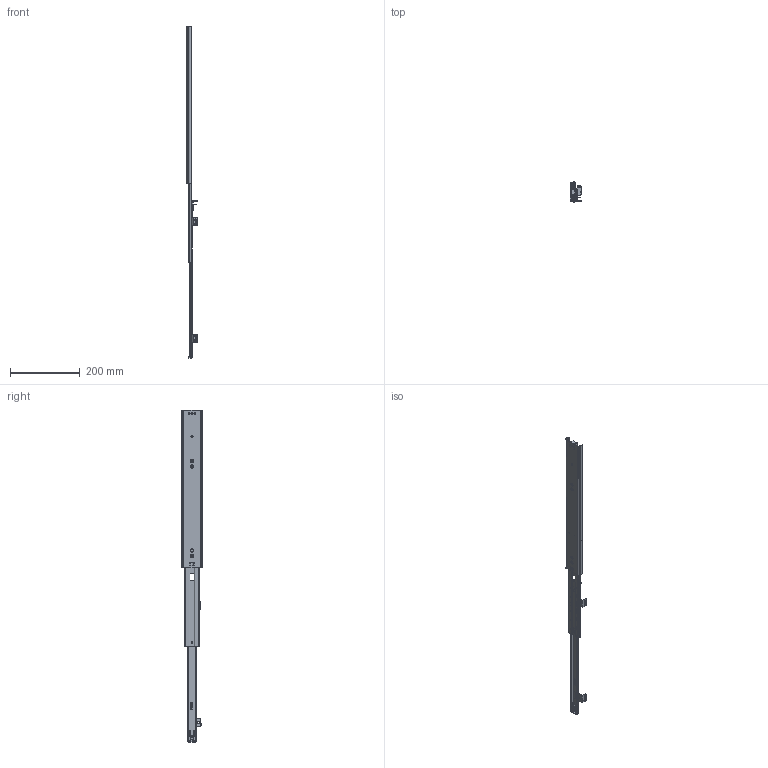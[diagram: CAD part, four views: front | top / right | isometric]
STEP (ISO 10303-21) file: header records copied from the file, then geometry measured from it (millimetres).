
FILE_DESCRIPTION(/* description */ ('Überauszug Serie 038 450x500 rechts'),/* implementation_level */ '2;1');
FILE_NAME(/* name */ '07000066008.stp',/* time_stamp */ '2020-07-02T16:25:35+02:00',/* author */ ('Dennis Bruder'),/* organization */ (''),/* preprocessor_version */ 'ST-DEVELOPER v18',/* originating_system */ 'Autodesk Inventor 2020',/* authorisation */ '');
FILE_SCHEMA (('AUTOMOTIVE_DESIGN { 1 0 10303 214 3 1 1 }'));
Products named in the file (1): 07000066008
Bounding box: 33.8 x 57.38 x 950 mm (x, y, z)
Volume: 183605.9 mm3; surface area: 237304.3 mm2
Topology: 67 solids, 67 shells, 3174 faces, 9344 edges, 6211 vertices
Faces by surface type: plane 1507, cylinder 806, cone 378, bspline 215, torus 206, sphere 62
Full cylindrical faces by diameter (mm): 1 x8, 2.3 x2, 3.5 x2, 4 x2, 4.1 x9, 4.5 x8, 4.6 x7, 5 x6, 5.9 x3, 6 x9, 8 x6, 8.2 x2
Entity records: 120120 total; most frequent: CARTESIAN_POINT 35371, ORIENTED_EDGE 18460, DIRECTION 15571, EDGE_CURVE 9230, VERTEX_POINT 6211, AXIS2_PLACEMENT_3D 5418, LINE 4735, VECTOR 4735
